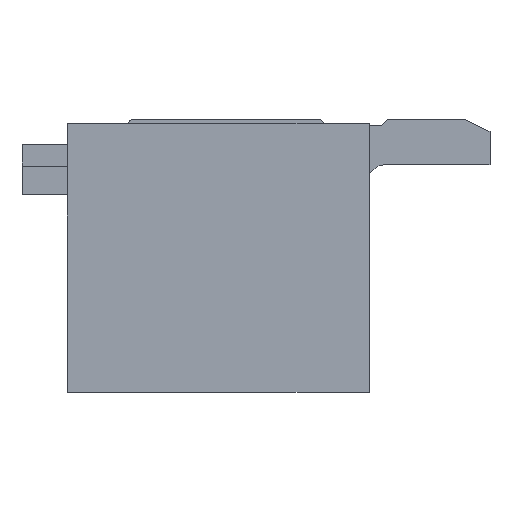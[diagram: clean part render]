
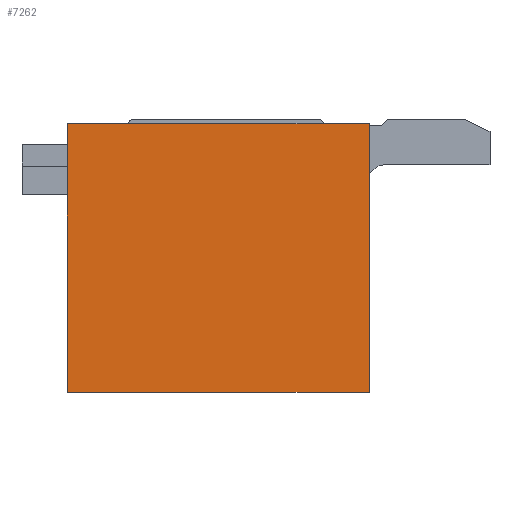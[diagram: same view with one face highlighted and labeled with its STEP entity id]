
A CAD part, left-side view. The second image highlights one B-rep face of the part: STEP entity #7262.
In plain terms, the highlighted planar face has unit normal (-1, 0, 0).
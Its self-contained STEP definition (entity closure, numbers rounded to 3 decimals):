
#61=DIRECTION('',(0.,-1.,0.));
#62=VECTOR('',#61,5.);
#63=CARTESIAN_POINT('',(-3.65,2.125,-2.225));
#64=LINE('',#63,#62);
#225=DIRECTION('',(0.,0.,1.));
#226=VECTOR('',#225,4.45);
#227=CARTESIAN_POINT('',(-3.65,-2.875,-2.225));
#228=LINE('',#227,#226);
#825=DIRECTION('',(0.,-1.,0.));
#826=VECTOR('',#825,5.);
#827=CARTESIAN_POINT('',(-3.65,2.125,2.225));
#828=LINE('',#827,#826);
#2625=DIRECTION('',(0.,0.,-1.));
#2626=VECTOR('',#2625,4.45);
#2627=CARTESIAN_POINT('',(-3.65,2.125,2.225));
#2628=LINE('',#2627,#2626);
#2645=CARTESIAN_POINT('',(-3.65,-2.875,-2.225));
#2646=CARTESIAN_POINT('',(-3.65,-2.875,2.225));
#2647=VERTEX_POINT('',#2645);
#2648=VERTEX_POINT('',#2646);
#2653=CARTESIAN_POINT('',(-3.65,2.125,2.225));
#2654=CARTESIAN_POINT('',(-3.65,2.125,-2.225));
#2655=VERTEX_POINT('',#2653);
#2656=VERTEX_POINT('',#2654);
#7251=CARTESIAN_POINT('',(-3.65,2.875,-2.225));
#7252=DIRECTION('',(-1.,0.,0.));
#7253=DIRECTION('',(0.,-1.,0.));
#7254=AXIS2_PLACEMENT_3D('',#7251,#7252,#7253);
#7255=PLANE('',#7254);
#7256=ORIENTED_EDGE('',*,*,#4175,.F.);
#7257=ORIENTED_EDGE('',*,*,#4236,.T.);
#7258=ORIENTED_EDGE('',*,*,#3720,.F.);
#7259=ORIENTED_EDGE('',*,*,#3554,.F.);
#7260=EDGE_LOOP('',(#7256,#7257,#7258,#7259));
#7261=FACE_OUTER_BOUND('',#7260,.F.);
#7262=ADVANCED_FACE('',(#7261),#7255,.T.);
#3554=EDGE_CURVE('',#2656,#2647,#64,.T.);
#3720=EDGE_CURVE('',#2647,#2648,#228,.T.);
#4175=EDGE_CURVE('',#2655,#2656,#2628,.T.);
#4236=EDGE_CURVE('',#2655,#2648,#828,.T.);
